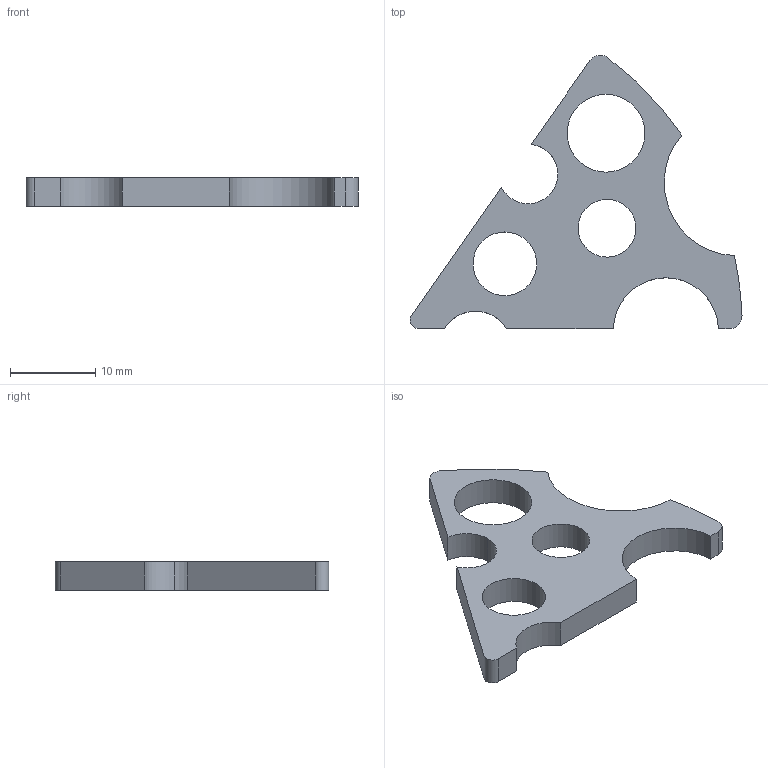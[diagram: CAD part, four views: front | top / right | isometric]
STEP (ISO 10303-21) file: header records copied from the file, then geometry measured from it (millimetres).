
FILE_DESCRIPTION(('FreeCAD Model'),'2;1');
FILE_NAME( 'cheese.step', '2015-03-01T15:32:41',('FreeCAD'),('FreeCAD'), 'Open CASCADE STEP processor 6.7','FreeCAD','Unknown');
FILE_SCHEMA(('AUTOMOTIVE_DESIGN_CC2 { 1 2 10303 214 -1 1 5 4 }'));
Length unit declared in the file: millimetre
Products named in the file (1): Pocket
Bounding box: 39.05 x 32.15 x 3.3 mm (x, y, z)
Volume: 1516.8 mm3; surface area: 1609.8 mm2
Topology: 1 solids, 1 shells, 20 faces, 54 edges, 36 vertices
Faces by surface type: cylinder 13, plane 7
Full cylindrical faces by diameter (mm): 6.802 x1, 7.49 x1, 9.145 x1
Entity records: 1423 total; most frequent: CARTESIAN_POINT 355, DIRECTION 194, ORIENTED_EDGE 108, PCURVE 108, DEFINITIONAL_REPRESENTATION 108, LINE 94, VECTOR 94, EDGE_CURVE 54
